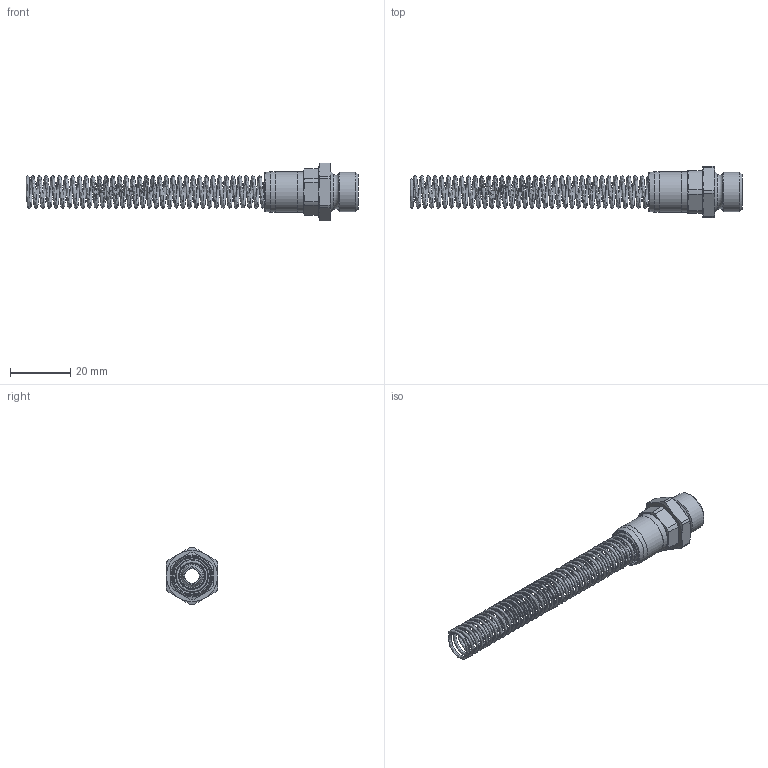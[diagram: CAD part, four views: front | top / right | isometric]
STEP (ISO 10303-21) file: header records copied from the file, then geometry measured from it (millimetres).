
FILE_DESCRIPTION(/* description */ (''),/* implementation_level */ '2;1');
FILE_NAME(/* name */ 'sv13_08.stp',/* time_stamp */ '2022-03-28T15:03:46+02:00',/* author */ ('IA176480'),/* organization */ (''),/* preprocessor_version */ 'ST-DEVELOPER v17.2',/* originating_system */ 'Autodesk Inventor 2019',/* authorisation */ '');
FILE_SCHEMA (('CONFIG_CONTROL_DESIGN'));
Length unit declared in the file: millimetre
Products named in the file (5): SV13_08; EV13_08S; D111390; D111392; D104740
Assembly tree (4 placements, depth 3):
  SV13_08
    EV13_08S
    D111390
      D111392
      D104740
Bounding box: 110.35 x 17 x 19.15 mm (x, y, z)
Volume: 3948.1 mm3; surface area: 7339.9 mm2
Topology: 3 solids, 3 shells, 94 faces, 239 edges, 160 vertices
Faces by surface type: cone 34, plane 27, cylinder 26, torus 6, bspline 1
Full cylindrical faces by diameter (mm): 4.9 x1, 6.05 x1, 6.7 x1, 8 x1, 8.25 x1, 10.6 x1, 12 x3, 12.5 x1, 13.1 x1, 13.4 x1, 13.5 x2
Entity records: 18633 total; most frequent: CARTESIAN_POINT 16158, DIRECTION 536, ORIENTED_EDGE 478, AXIS2_PLACEMENT_3D 244, EDGE_CURVE 239, VERTEX_POINT 160, CIRCLE 142, EDGE_LOOP 107
